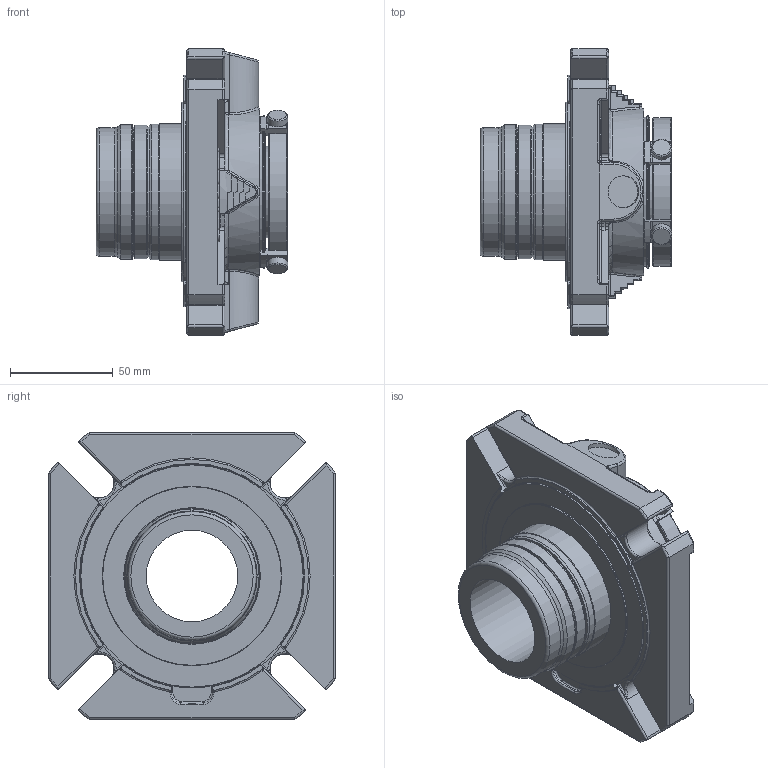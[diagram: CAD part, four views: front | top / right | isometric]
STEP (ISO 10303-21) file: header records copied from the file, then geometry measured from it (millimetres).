
FILE_DESCRIPTION(/* description */ ('Unknown'),/* implementation_level */ '2;1');
FILE_NAME(/* name */ '1.750-DMSF-LARGE-BOX-BORE-SEAL-ARRANGEMENT',/* time_stamp */ '2023-06-06T10:11:48+01:00',/* author */ ('Unknown'),/* organization */ ('Unknown'),/* preprocessor_version */ 'ST-DEVELOPER v18.102',/* originating_system */ 'Solid Edge',/* authorisation */ 'Unknown');
FILE_SCHEMA (('AP203_CONFIGURATION_CONTROLLED_3D_DESIGN_OF_MECHANICAL_PARTS_AND_ASSEMBLIES_MIM_LF { 1 0 10303 203 3 1 4 }','AUTOMOTIVE_DESIGN {1 0 10303 214 3 1 1}'));
Length unit declared in the file: millimetre
Products named in the file (1): 1.750-DMSF-LARGE-BOX-BORE-SEAL-ARRANGEMENT
Bounding box: 93.24 x 139.19 x 139.19 mm (x, y, z)
Volume: 474636.9 mm3; surface area: 87922.4 mm2
Topology: 1 solids, 1 shells, 994 faces, 2752 edges, 1775 vertices
Faces by surface type: plane 342, cylinder 335, bspline 162, torus 115, cone 40
Full cylindrical faces by diameter (mm): 6.45 x2, 9.89 x4, 15 x1, 15.5 x1, 44.45 x1, 44.552 x1, 50.775 x1, 62.459 x1, 63.119 x2, 65.1 x1, 65.202 x1, 65.888 x1, 66.396 x1, 72.517 x2, 74.041 x1, 87.3 x1, 105.004 x1, 107.95 x1, 108 x1, 108.356 x1, 108.61 x1
Entity records: 33556 total; most frequent: CARTESIAN_POINT 9497, ORIENTED_EDGE 5328, DIRECTION 4558, EDGE_CURVE 2664, VERTEX_POINT 1757, AXIS2_PLACEMENT_3D 1658, LINE 1242, VECTOR 1242
